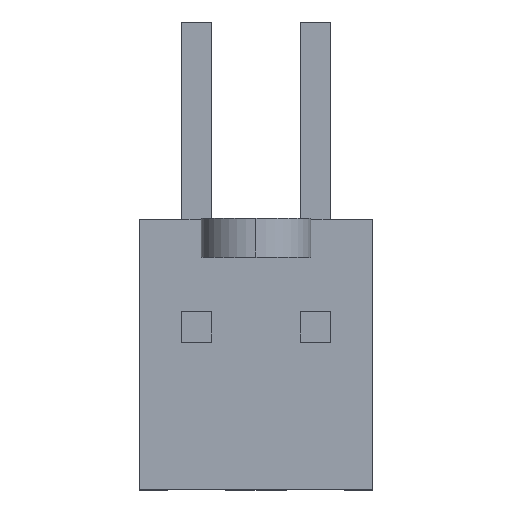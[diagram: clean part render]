
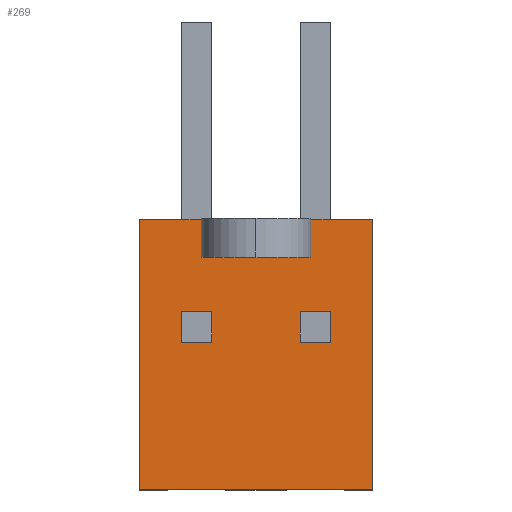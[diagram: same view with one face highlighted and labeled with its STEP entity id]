
A CAD part, top view. The second image highlights one B-rep face of the part: STEP entity #269.
In plain terms, the highlighted planar face has unit normal (0, 0, 1).
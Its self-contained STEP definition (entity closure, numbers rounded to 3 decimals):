
#7 = CARTESIAN_POINT ( 'NONE',  ( 2.5, -2.9, 3.13 ) ) ;
#8 = ORIENTED_EDGE ( 'NONE', *, *, #859, .T. ) ;
#24 = VECTOR ( 'NONE', #191, 1000. ) ;
#35 = CARTESIAN_POINT ( 'NONE',  ( -0.945, 0.25, 3.13 ) ) ;
#37 = VECTOR ( 'NONE', #1204, 1000. ) ;
#40 = VERTEX_POINT ( 'NONE', #710 ) ;
#43 = ORIENTED_EDGE ( 'NONE', *, *, #828, .F. ) ;
#64 = DIRECTION ( 'NONE',  ( -1., 0., 0. ) ) ;
#67 = DIRECTION ( 'NONE',  ( 1., 0., 0. ) ) ;
#71 = CARTESIAN_POINT ( 'NONE',  ( -2.5, 2.9, 3.13 ) ) ;
#82 = DIRECTION ( 'NONE',  ( -1., 0., 0. ) ) ;
#85 = CARTESIAN_POINT ( 'NONE',  ( -2.5, -2.9, 3.13 ) ) ;
#90 = LINE ( 'NONE', #500, #1000 ) ;
#120 = ORIENTED_EDGE ( 'NONE', *, *, #481, .T. ) ;
#157 = ORIENTED_EDGE ( 'NONE', *, *, #697, .T. ) ;
#180 = LINE ( 'NONE', #334, #1320 ) ;
#191 = DIRECTION ( 'NONE',  ( 1., 0., 0. ) ) ;
#196 = CARTESIAN_POINT ( 'NONE',  ( 0., 0.9, 3.13 ) ) ;
#208 = ORIENTED_EDGE ( 'NONE', *, *, #722, .T. ) ;
#218 = VECTOR ( 'NONE', #438, 1000. ) ;
#240 = CARTESIAN_POINT ( 'NONE',  ( 0., 0.25, 3.13 ) ) ;
#243 = CARTESIAN_POINT ( 'NONE',  ( 1.595, 0.9, 3.13 ) ) ;
#263 = VERTEX_POINT ( 'NONE', #1272 ) ;
#265 = EDGE_CURVE ( 'NONE', #40, #352, #983, .T. ) ;
#269 = ADVANCED_FACE ( 'NONE', ( #1252, #341, #636 ), #345, .F. ) ;
#279 = EDGE_CURVE ( 'NONE', #463, #1363, #1216, .T. ) ;
#282 = EDGE_LOOP ( 'NONE', ( #596, #718, #422, #120 ) ) ;
#290 = CARTESIAN_POINT ( 'NONE',  ( -0.945, 0.9, 3.13 ) ) ;
#302 = DIRECTION ( 'NONE',  ( -1., 0., 0. ) ) ;
#306 = CARTESIAN_POINT ( 'NONE',  ( 2.5, 2.9, 3.13 ) ) ;
#317 = CARTESIAN_POINT ( 'NONE',  ( 1.175, 2.9, 3.13 ) ) ;
#318 = DIRECTION ( 'NONE',  ( 1., 0., 0. ) ) ;
#334 = CARTESIAN_POINT ( 'NONE',  ( -1.175, 2.07, 3.13 ) ) ;
#341 = FACE_BOUND ( 'NONE', #1468, .T. ) ;
#345 = PLANE ( 'NONE',  #564 ) ;
#352 = VERTEX_POINT ( 'NONE', #1399 ) ;
#365 = LINE ( 'NONE', #1409, #1307 ) ;
#377 = VECTOR ( 'NONE', #898, 1000. ) ;
#408 = CARTESIAN_POINT ( 'NONE',  ( -1.595, 0., 3.13 ) ) ;
#409 = LINE ( 'NONE', #1113, #982 ) ;
#422 = ORIENTED_EDGE ( 'NONE', *, *, #664, .T. ) ;
#434 = EDGE_CURVE ( 'NONE', #645, #1259, #90, .T. ) ;
#438 = DIRECTION ( 'NONE',  ( 0., -1., 0. ) ) ;
#452 = VECTOR ( 'NONE', #560, 1000. ) ;
#463 = VERTEX_POINT ( 'NONE', #928 ) ;
#479 = VERTEX_POINT ( 'NONE', #317 ) ;
#481 = EDGE_CURVE ( 'NONE', #1415, #463, #1451, .T. ) ;
#495 = CARTESIAN_POINT ( 'NONE',  ( -1.595, 0.9, 3.13 ) ) ;
#500 = CARTESIAN_POINT ( 'NONE',  ( -1.175, 2.07, 3.13 ) ) ;
#504 = DIRECTION ( 'NONE',  ( 0., -1., 0. ) ) ;
#521 = VERTEX_POINT ( 'NONE', #290 ) ;
#545 = DIRECTION ( 'NONE',  ( 0., 0., -1. ) ) ;
#552 = VECTOR ( 'NONE', #1434, 1000. ) ;
#560 = DIRECTION ( 'NONE',  ( 0., 1., 0. ) ) ;
#564 = AXIS2_PLACEMENT_3D ( 'NONE', #1118, #545, #82 ) ;
#566 = VERTEX_POINT ( 'NONE', #243 ) ;
#568 = LINE ( 'NONE', #853, #1139 ) ;
#573 = VERTEX_POINT ( 'NONE', #7 ) ;
#596 = ORIENTED_EDGE ( 'NONE', *, *, #279, .T. ) ;
#616 = CARTESIAN_POINT ( 'NONE',  ( 0.945, 0.9, 3.13 ) ) ;
#621 = ORIENTED_EDGE ( 'NONE', *, *, #265, .T. ) ;
#636 = FACE_OUTER_BOUND ( 'NONE', #1416, .T. ) ;
#645 = VERTEX_POINT ( 'NONE', #1002 ) ;
#664 = EDGE_CURVE ( 'NONE', #521, #1415, #365, .T. ) ;
#671 = LINE ( 'NONE', #963, #452 ) ;
#682 = VERTEX_POINT ( 'NONE', #616 ) ;
#689 = LINE ( 'NONE', #196, #24 ) ;
#697 = EDGE_CURVE ( 'NONE', #682, #566, #689, .T. ) ;
#705 = VECTOR ( 'NONE', #1131, 1000. ) ;
#710 = CARTESIAN_POINT ( 'NONE',  ( -2.5, 2.9, 3.13 ) ) ;
#718 = ORIENTED_EDGE ( 'NONE', *, *, #1209, .T. ) ;
#722 = EDGE_CURVE ( 'NONE', #1029, #479, #1162, .T. ) ;
#745 = LINE ( 'NONE', #1475, #705 ) ;
#763 = DIRECTION ( 'NONE',  ( 0., -1., 0. ) ) ;
#782 = LINE ( 'NONE', #1006, #218 ) ;
#789 = ORIENTED_EDGE ( 'NONE', *, *, #1448, .T. ) ;
#828 = EDGE_CURVE ( 'NONE', #645, #479, #671, .T. ) ;
#829 = DIRECTION ( 'NONE',  ( -1., 0., 0. ) ) ;
#853 = CARTESIAN_POINT ( 'NONE',  ( 0., 0.25, 3.13 ) ) ;
#859 = EDGE_CURVE ( 'NONE', #352, #573, #1291, .T. ) ;
#865 = ORIENTED_EDGE ( 'NONE', *, *, #1298, .T. ) ;
#886 = VERTEX_POINT ( 'NONE', #1181 ) ;
#898 = DIRECTION ( 'NONE',  ( 0., 1., 0. ) ) ;
#906 = CARTESIAN_POINT ( 'NONE',  ( 0.945, 0.25, 3.13 ) ) ;
#919 = ORIENTED_EDGE ( 'NONE', *, *, #1277, .T. ) ;
#928 = CARTESIAN_POINT ( 'NONE',  ( -1.595, 0.25, 3.13 ) ) ;
#947 = VECTOR ( 'NONE', #504, 1000. ) ;
#963 = CARTESIAN_POINT ( 'NONE',  ( 1.175, 2.07, 3.13 ) ) ;
#982 = VECTOR ( 'NONE', #64, 1000. ) ;
#983 = LINE ( 'NONE', #85, #947 ) ;
#990 = ORIENTED_EDGE ( 'NONE', *, *, #1296, .T. ) ;
#1000 = VECTOR ( 'NONE', #302, 1000. ) ;
#1002 = CARTESIAN_POINT ( 'NONE',  ( 1.175, 2.07, 3.13 ) ) ;
#1006 = CARTESIAN_POINT ( 'NONE',  ( 1.595, 0., 3.13 ) ) ;
#1029 = VERTEX_POINT ( 'NONE', #306 ) ;
#1057 = VERTEX_POINT ( 'NONE', #906 ) ;
#1078 = ORIENTED_EDGE ( 'NONE', *, *, #1386, .T. ) ;
#1113 = CARTESIAN_POINT ( 'NONE',  ( -2.5, 2.9, 3.13 ) ) ;
#1118 = CARTESIAN_POINT ( 'NONE',  ( 0., 0., 3.13 ) ) ;
#1131 = DIRECTION ( 'NONE',  ( 0., 1., 0. ) ) ;
#1139 = VECTOR ( 'NONE', #1257, 1000. ) ;
#1160 = VECTOR ( 'NONE', #318, 1000. ) ;
#1162 = LINE ( 'NONE', #71, #552 ) ;
#1181 = CARTESIAN_POINT ( 'NONE',  ( 1.595, 0.25, 3.13 ) ) ;
#1204 = DIRECTION ( 'NONE',  ( 0., 1., 0. ) ) ;
#1209 = EDGE_CURVE ( 'NONE', #1363, #521, #1463, .T. ) ;
#1210 = CARTESIAN_POINT ( 'NONE',  ( -2.5, -2.9, 3.13 ) ) ;
#1215 = LINE ( 'NONE', #1472, #37 ) ;
#1216 = LINE ( 'NONE', #408, #377 ) ;
#1243 = ORIENTED_EDGE ( 'NONE', *, *, #1311, .T. ) ;
#1252 = FACE_BOUND ( 'NONE', #282, .T. ) ;
#1257 = DIRECTION ( 'NONE',  ( -1., 0., 0. ) ) ;
#1259 = VERTEX_POINT ( 'NONE', #1394 ) ;
#1272 = CARTESIAN_POINT ( 'NONE',  ( -1.175, 2.9, 3.13 ) ) ;
#1277 = EDGE_CURVE ( 'NONE', #566, #886, #782, .T. ) ;
#1291 = LINE ( 'NONE', #1210, #1304 ) ;
#1296 = EDGE_CURVE ( 'NONE', #1259, #263, #180, .T. ) ;
#1298 = EDGE_CURVE ( 'NONE', #573, #1029, #745, .T. ) ;
#1304 = VECTOR ( 'NONE', #67, 1000. ) ;
#1307 = VECTOR ( 'NONE', #763, 1000. ) ;
#1311 = EDGE_CURVE ( 'NONE', #263, #40, #409, .T. ) ;
#1320 = VECTOR ( 'NONE', #1426, 1000. ) ;
#1363 = VERTEX_POINT ( 'NONE', #495 ) ;
#1386 = EDGE_CURVE ( 'NONE', #1057, #682, #1215, .T. ) ;
#1394 = CARTESIAN_POINT ( 'NONE',  ( -1.175, 2.07, 3.13 ) ) ;
#1399 = CARTESIAN_POINT ( 'NONE',  ( -2.5, -2.9, 3.13 ) ) ;
#1409 = CARTESIAN_POINT ( 'NONE',  ( -0.945, 0., 3.13 ) ) ;
#1410 = VECTOR ( 'NONE', #829, 1000. ) ;
#1415 = VERTEX_POINT ( 'NONE', #35 ) ;
#1416 = EDGE_LOOP ( 'NONE', ( #43, #1452, #990, #1243, #621, #8, #865, #208 ) ) ;
#1426 = DIRECTION ( 'NONE',  ( 0., 1., 0. ) ) ;
#1434 = DIRECTION ( 'NONE',  ( -1., 0., 0. ) ) ;
#1448 = EDGE_CURVE ( 'NONE', #886, #1057, #568, .T. ) ;
#1450 = CARTESIAN_POINT ( 'NONE',  ( 0., 0.9, 3.13 ) ) ;
#1451 = LINE ( 'NONE', #240, #1410 ) ;
#1452 = ORIENTED_EDGE ( 'NONE', *, *, #434, .T. ) ;
#1463 = LINE ( 'NONE', #1450, #1160 ) ;
#1468 = EDGE_LOOP ( 'NONE', ( #789, #1078, #157, #919 ) ) ;
#1472 = CARTESIAN_POINT ( 'NONE',  ( 0.945, 0., 3.13 ) ) ;
#1475 = CARTESIAN_POINT ( 'NONE',  ( 2.5, -2.9, 3.13 ) ) ;
